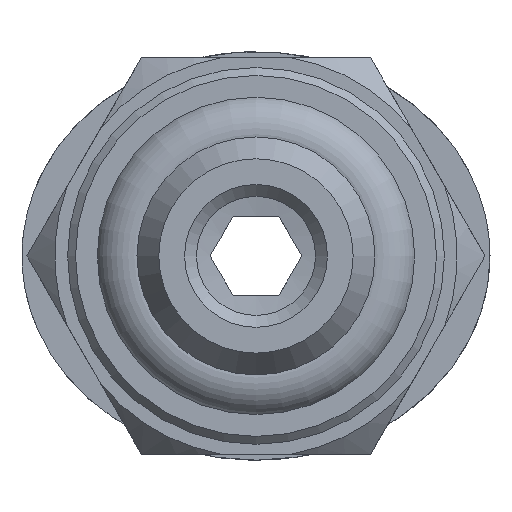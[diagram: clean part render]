
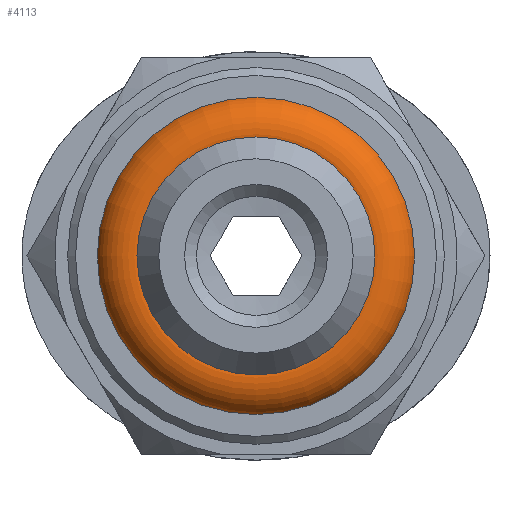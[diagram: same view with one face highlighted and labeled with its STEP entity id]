
A CAD part, front view. The second image highlights one B-rep face of the part: STEP entity #4113.
In plain terms, the highlighted toroidal (fillet/blend) face has major radius 3.125 mm and minor radius 0.938 mm.
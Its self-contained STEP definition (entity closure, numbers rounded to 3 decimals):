
#4047 = CYLINDRICAL_SURFACE('',#4048,2.25);
#4048 = AXIS2_PLACEMENT_3D('',#4049,#4050,#4051);
#4049 = CARTESIAN_POINT('',(0.,10.581,0.));
#4050 = DIRECTION('',(-0.,1.,-0.));
#4051 = DIRECTION('',(0.,0.,1.));
#4065 = VERTEX_POINT('',#4066);
#4066 = CARTESIAN_POINT('',(0.,-3.8,2.25));
#4086 = EDGE_CURVE('',#4065,#4065,#4087,.T.);
#4087 = SURFACE_CURVE('',#4088,(#4093,#4100),.PCURVE_S1.);
#4088 = CIRCLE('',#4089,2.25);
#4089 = AXIS2_PLACEMENT_3D('',#4090,#4091,#4092);
#4090 = CARTESIAN_POINT('',(0.,-3.8,0.));
#4091 = DIRECTION('',(-0.,1.,0.));
#4092 = DIRECTION('',(0.,0.,1.));
#4093 = PCURVE('',#4047,#4094);
#4094 = DEFINITIONAL_REPRESENTATION('',(#4095),#4099);
#4095 = LINE('',#4096,#4097);
#4096 = CARTESIAN_POINT('',(0.,-14.381));
#4097 = VECTOR('',#4098,1.);
#4098 = DIRECTION('',(1.,0.));
#4099 = ( GEOMETRIC_REPRESENTATION_CONTEXT(2) 
PARAMETRIC_REPRESENTATION_CONTEXT() REPRESENTATION_CONTEXT('2D SPACE',''
  ) );
#4100 = PCURVE('',#4101,#4106);
#4101 = TOROIDAL_SURFACE('',#4102,3.125,0.938);
#4102 = AXIS2_PLACEMENT_3D('',#4103,#4104,#4105);
#4103 = CARTESIAN_POINT('',(0.,-3.461,0.));
#4104 = DIRECTION('',(-0.,1.,-0.));
#4105 = DIRECTION('',(0.,0.,1.));
#4106 = DEFINITIONAL_REPRESENTATION('',(#4107),#4111);
#4107 = LINE('',#4108,#4109);
#4108 = CARTESIAN_POINT('',(0.,3.511));
#4109 = VECTOR('',#4110,1.);
#4110 = DIRECTION('',(1.,0.));
#4111 = ( GEOMETRIC_REPRESENTATION_CONTEXT(2) 
PARAMETRIC_REPRESENTATION_CONTEXT() REPRESENTATION_CONTEXT('2D SPACE',''
  ) );
#4113 = ADVANCED_FACE('',(#4114),#4101,.T.);
#4114 = FACE_BOUND('',#4115,.T.);
#4115 = EDGE_LOOP('',(#4116,#4117,#4144,#4175));
#4116 = ORIENTED_EDGE('',*,*,#4086,.T.);
#4117 = ORIENTED_EDGE('',*,*,#4118,.T.);
#4118 = EDGE_CURVE('',#4065,#4119,#4121,.T.);
#4119 = VERTEX_POINT('',#4120);
#4120 = CARTESIAN_POINT('',(0.,-3.8,4.));
#4121 = SEAM_CURVE('',#4122,(#4130,#4137),.PCURVE_S1.);
#4122 = ( BOUNDED_CURVE() B_SPLINE_CURVE(6,(#4123,#4124,#4125,#4126,
#4127,#4128,#4129),.UNSPECIFIED.,.F.,.F.) B_SPLINE_CURVE_WITH_KNOTS((7,7
),(3.511,5.914),.PIECEWISE_BEZIER_KNOTS.) CURVE() 
GEOMETRIC_REPRESENTATION_ITEM() RATIONAL_B_SPLINE_CURVE((1.075,
    1.023,0.995,0.986,0.995,
1.023,1.075)) REPRESENTATION_ITEM('') );
#4123 = CARTESIAN_POINT('',(0.,-3.8,2.25));
#4124 = CARTESIAN_POINT('',(0.,-4.169,2.393));
#4125 = CARTESIAN_POINT('',(0.,-4.442,2.708));
#4126 = CARTESIAN_POINT('',(0.,-4.544,3.125));
#4127 = CARTESIAN_POINT('',(0.,-4.442,3.542));
#4128 = CARTESIAN_POINT('',(0.,-4.169,3.857));
#4129 = CARTESIAN_POINT('',(0.,-3.8,4.));
#4130 = PCURVE('',#4101,#4131);
#4131 = DEFINITIONAL_REPRESENTATION('',(#4132),#4136);
#4132 = LINE('',#4133,#4134);
#4133 = CARTESIAN_POINT('',(6.283,0.));
#4134 = VECTOR('',#4135,1.);
#4135 = DIRECTION('',(0.,1.));
#4136 = ( GEOMETRIC_REPRESENTATION_CONTEXT(2) 
PARAMETRIC_REPRESENTATION_CONTEXT() REPRESENTATION_CONTEXT('2D SPACE',''
  ) );
#4137 = PCURVE('',#4101,#4138);
#4138 = DEFINITIONAL_REPRESENTATION('',(#4139),#4143);
#4139 = LINE('',#4140,#4141);
#4140 = CARTESIAN_POINT('',(0.,0.));
#4141 = VECTOR('',#4142,1.);
#4142 = DIRECTION('',(0.,1.));
#4143 = ( GEOMETRIC_REPRESENTATION_CONTEXT(2) 
PARAMETRIC_REPRESENTATION_CONTEXT() REPRESENTATION_CONTEXT('2D SPACE',''
  ) );
#4144 = ORIENTED_EDGE('',*,*,#4145,.F.);
#4145 = EDGE_CURVE('',#4119,#4119,#4146,.T.);
#4146 = SURFACE_CURVE('',#4147,(#4152,#4159),.PCURVE_S1.);
#4147 = CIRCLE('',#4148,4.);
#4148 = AXIS2_PLACEMENT_3D('',#4149,#4150,#4151);
#4149 = CARTESIAN_POINT('',(0.,-3.8,0.));
#4150 = DIRECTION('',(-0.,1.,0.));
#4151 = DIRECTION('',(0.,0.,1.));
#4152 = PCURVE('',#4101,#4153);
#4153 = DEFINITIONAL_REPRESENTATION('',(#4154),#4158);
#4154 = LINE('',#4155,#4156);
#4155 = CARTESIAN_POINT('',(0.,5.914));
#4156 = VECTOR('',#4157,1.);
#4157 = DIRECTION('',(1.,0.));
#4158 = ( GEOMETRIC_REPRESENTATION_CONTEXT(2) 
PARAMETRIC_REPRESENTATION_CONTEXT() REPRESENTATION_CONTEXT('2D SPACE',''
  ) );
#4159 = PCURVE('',#4160,#4165);
#4160 = PLANE('',#4161);
#4161 = AXIS2_PLACEMENT_3D('',#4162,#4163,#4164);
#4162 = CARTESIAN_POINT('',(-4.55,-3.8,0.));
#4163 = DIRECTION('',(0.,-1.,0.));
#4164 = DIRECTION('',(0.,-0.,-1.));
#4165 = DEFINITIONAL_REPRESENTATION('',(#4166),#4174);
#4166 = ( BOUNDED_CURVE() B_SPLINE_CURVE(2,(#4167,#4168,#4169,#4170,
#4171,#4172,#4173),.UNSPECIFIED.,.T.,.F.) B_SPLINE_CURVE_WITH_KNOTS((1,2
    ,2,2,2,1),(-2.094,0.,2.094,4.189,
6.283,8.378),.UNSPECIFIED.) CURVE() 
GEOMETRIC_REPRESENTATION_ITEM() RATIONAL_B_SPLINE_CURVE((1.,0.5,1.,0.5,
1.,0.5,1.)) REPRESENTATION_ITEM('') );
#4167 = CARTESIAN_POINT('',(-4.,4.55));
#4168 = CARTESIAN_POINT('',(-4.,11.478));
#4169 = CARTESIAN_POINT('',(2.,8.014));
#4170 = CARTESIAN_POINT('',(8.,4.55));
#4171 = CARTESIAN_POINT('',(2.,1.086));
#4172 = CARTESIAN_POINT('',(-4.,-2.378));
#4173 = CARTESIAN_POINT('',(-4.,4.55));
#4174 = ( GEOMETRIC_REPRESENTATION_CONTEXT(2) 
PARAMETRIC_REPRESENTATION_CONTEXT() REPRESENTATION_CONTEXT('2D SPACE',''
  ) );
#4175 = ORIENTED_EDGE('',*,*,#4118,.F.);
